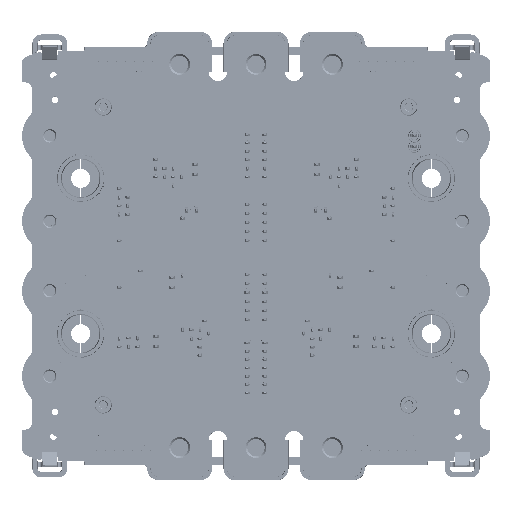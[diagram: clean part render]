
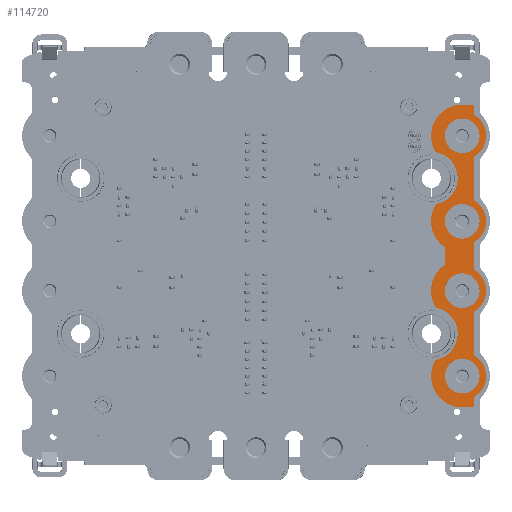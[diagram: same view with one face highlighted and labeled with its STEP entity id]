
A CAD part, top view. The second image highlights one B-rep face of the part: STEP entity #114720.
In plain terms, the highlighted planar face has unit normal (0, 0, 1).
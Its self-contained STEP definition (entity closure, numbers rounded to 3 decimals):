
#6160=CIRCLE('',#166213,7.6);
#6161=CIRCLE('',#166215,9.);
#6163=CIRCLE('',#166220,6.9);
#6165=CIRCLE('',#166224,6.9);
#6167=CIRCLE('',#166228,6.9);
#6169=CIRCLE('',#166232,6.9);
#6170=CIRCLE('',#166236,9.);
#6171=CIRCLE('',#166238,7.6);
#6172=CIRCLE('',#166240,9.);
#6174=CIRCLE('',#166244,5.);
#6176=CIRCLE('',#166247,5.);
#6178=CIRCLE('',#166250,5.);
#6180=CIRCLE('',#166253,5.);
#6181=CIRCLE('',#166255,9.);
#12652=ORIENTED_EDGE('',*,*,#45927,.F.);
#12653=ORIENTED_EDGE('',*,*,#45980,.F.);
#12654=ORIENTED_EDGE('',*,*,#45970,.F.);
#12655=ORIENTED_EDGE('',*,*,#45968,.F.);
#12656=ORIENTED_EDGE('',*,*,#45966,.F.);
#12657=ORIENTED_EDGE('',*,*,#45964,.F.);
#12658=ORIENTED_EDGE('',*,*,#45962,.F.);
#12659=ORIENTED_EDGE('',*,*,#45961,.F.);
#12660=ORIENTED_EDGE('',*,*,#45957,.F.);
#12661=ORIENTED_EDGE('',*,*,#45954,.F.);
#12662=ORIENTED_EDGE('',*,*,#45951,.F.);
#12663=ORIENTED_EDGE('',*,*,#45948,.F.);
#12664=ORIENTED_EDGE('',*,*,#45945,.F.);
#12665=ORIENTED_EDGE('',*,*,#45942,.F.);
#12666=ORIENTED_EDGE('',*,*,#45939,.F.);
#12667=ORIENTED_EDGE('',*,*,#45936,.F.);
#12668=ORIENTED_EDGE('',*,*,#45931,.F.);
#12669=ORIENTED_EDGE('',*,*,#45929,.F.);
#12670=ORIENTED_EDGE('',*,*,#45973,.F.);
#12671=ORIENTED_EDGE('',*,*,#45975,.F.);
#12672=ORIENTED_EDGE('',*,*,#45977,.F.);
#12673=ORIENTED_EDGE('',*,*,#45979,.F.);
#45927=EDGE_CURVE('',#62816,#62817,#6160,.T.);
#45929=EDGE_CURVE('',#62817,#62818,#6161,.T.);
#45931=EDGE_CURVE('',#62818,#62819,#72824,.T.);
#45936=EDGE_CURVE('',#62819,#62820,#72829,.T.);
#45939=EDGE_CURVE('',#62820,#62823,#6163,.T.);
#45942=EDGE_CURVE('',#62823,#62825,#72833,.T.);
#45945=EDGE_CURVE('',#62825,#62827,#6165,.T.);
#45948=EDGE_CURVE('',#62827,#62829,#72837,.T.);
#45951=EDGE_CURVE('',#62829,#62831,#6167,.T.);
#45954=EDGE_CURVE('',#62831,#62833,#72841,.T.);
#45957=EDGE_CURVE('',#62833,#62835,#6169,.T.);
#45961=EDGE_CURVE('',#62835,#62837,#72846,.T.);
#45962=EDGE_CURVE('',#62837,#62839,#72847,.T.);
#45964=EDGE_CURVE('',#62839,#62840,#6170,.T.);
#45966=EDGE_CURVE('',#62840,#62841,#6171,.T.);
#45968=EDGE_CURVE('',#62841,#62842,#6172,.T.);
#45970=EDGE_CURVE('',#62842,#62843,#72852,.T.);
#45973=EDGE_CURVE('',#62845,#62845,#6174,.T.);
#45975=EDGE_CURVE('',#62847,#62847,#6176,.T.);
#45977=EDGE_CURVE('',#62849,#62849,#6178,.T.);
#45979=EDGE_CURVE('',#62851,#62851,#6180,.T.);
#45980=EDGE_CURVE('',#62843,#62816,#6181,.T.);
#62816=VERTEX_POINT('',#219774);
#62817=VERTEX_POINT('',#219776);
#62818=VERTEX_POINT('',#219780);
#62819=VERTEX_POINT('',#219784);
#62820=VERTEX_POINT('',#219788);
#62823=VERTEX_POINT('',#219796);
#62825=VERTEX_POINT('',#219802);
#62827=VERTEX_POINT('',#219808);
#62829=VERTEX_POINT('',#219814);
#62831=VERTEX_POINT('',#219820);
#62833=VERTEX_POINT('',#219826);
#62835=VERTEX_POINT('',#219832);
#62837=VERTEX_POINT('',#219838);
#62839=VERTEX_POINT('',#219845);
#62840=VERTEX_POINT('',#219849);
#62841=VERTEX_POINT('',#219853);
#62842=VERTEX_POINT('',#219857);
#62843=VERTEX_POINT('',#219861);
#62845=VERTEX_POINT('',#219867);
#62847=VERTEX_POINT('',#219872);
#62849=VERTEX_POINT('',#219877);
#62851=VERTEX_POINT('',#219882);
#72824=LINE('',#219783,#84215);
#72829=LINE('',#219793,#84220);
#72833=LINE('',#219805,#84224);
#72837=LINE('',#219817,#84228);
#72841=LINE('',#219829,#84232);
#72846=LINE('',#219842,#84237);
#72847=LINE('',#219844,#84238);
#72852=LINE('',#219860,#84243);
#84215=VECTOR('',#179296,1000.);
#84220=VECTOR('',#179303,1000.);
#84224=VECTOR('',#179315,1000.);
#84228=VECTOR('',#179327,1000.);
#84232=VECTOR('',#179339,1000.);
#84237=VECTOR('',#179352,1000.);
#84238=VECTOR('',#179355,1000.);
#84243=VECTOR('',#179374,1000.);
#95874=EDGE_LOOP('',(#12652,#12653,#12654,#12655,#12656,#12657,#12658,#12659,
#12660,#12661,#12662,#12663,#12664,#12665,#12666,#12667,#12668,#12669));
#95875=EDGE_LOOP('',(#12670));
#95876=EDGE_LOOP('',(#12671));
#95877=EDGE_LOOP('',(#12672));
#95878=EDGE_LOOP('',(#12673));
#103741=FACE_BOUND('',#95874,.T.);
#103742=FACE_BOUND('',#95875,.T.);
#103743=FACE_BOUND('',#95876,.T.);
#103744=FACE_BOUND('',#95877,.T.);
#103745=FACE_BOUND('',#95878,.T.);
#110319=PLANE('',#166256);
#114720=ADVANCED_FACE('',(#103741,#103742,#103743,#103744,#103745),#110319,
 .T.);
#166213=AXIS2_PLACEMENT_3D('',#219775,#179286,#179287);
#166215=AXIS2_PLACEMENT_3D('',#219779,#179291,#179292);
#166220=AXIS2_PLACEMENT_3D('',#219799,#179309,#179310);
#166224=AXIS2_PLACEMENT_3D('',#219811,#179321,#179322);
#166228=AXIS2_PLACEMENT_3D('',#219823,#179333,#179334);
#166232=AXIS2_PLACEMENT_3D('',#219835,#179345,#179346);
#166236=AXIS2_PLACEMENT_3D('',#219848,#179359,#179360);
#166238=AXIS2_PLACEMENT_3D('',#219852,#179364,#179365);
#166240=AXIS2_PLACEMENT_3D('',#219856,#179369,#179370);
#166244=AXIS2_PLACEMENT_3D('',#219866,#179380,#179381);
#166247=AXIS2_PLACEMENT_3D('',#219871,#179386,#179387);
#166250=AXIS2_PLACEMENT_3D('',#219876,#179392,#179393);
#166253=AXIS2_PLACEMENT_3D('',#219881,#179398,#179399);
#166255=AXIS2_PLACEMENT_3D('',#219884,#179402,#179403);
#166256=AXIS2_PLACEMENT_3D('',#219885,#179404,#179405);
#179286=DIRECTION('',(0.,0.,1.));
#179287=DIRECTION('',(0.,-1.,0.));
#179291=DIRECTION('',(0.,0.,-1.));
#179292=DIRECTION('',(0.,-1.,0.));
#179296=DIRECTION('',(1.,0.,0.));
#179303=DIRECTION('',(0.,-1.,0.));
#179309=DIRECTION('',(0.,0.,-1.));
#179310=DIRECTION('',(0.,-1.,0.));
#179315=DIRECTION('',(0.,-1.,0.));
#179321=DIRECTION('',(0.,0.,-1.));
#179322=DIRECTION('',(0.,-1.,0.));
#179327=DIRECTION('',(0.,-1.,0.));
#179333=DIRECTION('',(0.,0.,-1.));
#179334=DIRECTION('',(0.,-1.,0.));
#179339=DIRECTION('',(0.,-1.,0.));
#179345=DIRECTION('',(0.,0.,-1.));
#179346=DIRECTION('',(0.,-1.,0.));
#179352=DIRECTION('',(0.,-1.,0.));
#179355=DIRECTION('',(-1.,0.,0.));
#179359=DIRECTION('',(0.,0.,-1.));
#179360=DIRECTION('',(0.,-1.,0.));
#179364=DIRECTION('',(0.,0.,1.));
#179365=DIRECTION('',(0.,-1.,0.));
#179369=DIRECTION('',(0.,0.,-1.));
#179370=DIRECTION('',(0.,-1.,0.));
#179374=DIRECTION('',(0.,1.,0.));
#179380=DIRECTION('',(0.,0.,1.));
#179381=DIRECTION('',(0.,-1.,0.));
#179386=DIRECTION('',(0.,0.,1.));
#179387=DIRECTION('',(0.,-1.,0.));
#179392=DIRECTION('',(0.,0.,1.));
#179393=DIRECTION('',(0.,-1.,0.));
#179398=DIRECTION('',(0.,0.,1.));
#179399=DIRECTION('',(0.,-1.,0.));
#179402=DIRECTION('',(0.,0.,-1.));
#179403=DIRECTION('',(0.,-1.,0.));
#179404=DIRECTION('',(0.,0.,1.));
#179405=DIRECTION('',(1.,0.,0.));
#219774=CARTESIAN_POINT('',(47.866,-7.476,14.));
#219775=CARTESIAN_POINT('',(46.5,0.,14.));
#219776=CARTESIAN_POINT('',(47.724,7.501,14.));
#219779=CARTESIAN_POINT('',(55.4,12.2,14.));
#219780=CARTESIAN_POINT('',(55.4,21.2,14.));
#219783=CARTESIAN_POINT('',(55.4,21.2,14.));
#219784=CARTESIAN_POINT('',(58.651,21.2,14.));
#219788=CARTESIAN_POINT('',(58.651,18.286,14.));
#219793=CARTESIAN_POINT('',(58.651,21.2,14.));
#219796=CARTESIAN_POINT('',(58.651,6.114,14.));
#219799=CARTESIAN_POINT('',(55.4,12.2,14.));
#219802=CARTESIAN_POINT('',(58.651,-6.314,14.));
#219805=CARTESIAN_POINT('',(58.651,6.114,14.));
#219808=CARTESIAN_POINT('',(58.651,-18.486,14.));
#219811=CARTESIAN_POINT('',(55.4,-12.4,14.));
#219814=CARTESIAN_POINT('',(58.651,-26.314,14.));
#219817=CARTESIAN_POINT('',(58.651,-18.486,14.));
#219820=CARTESIAN_POINT('',(58.651,-38.486,14.));
#219823=CARTESIAN_POINT('',(55.4,-32.4,14.));
#219826=CARTESIAN_POINT('',(58.651,-50.914,14.));
#219829=CARTESIAN_POINT('',(58.651,-38.486,14.));
#219832=CARTESIAN_POINT('',(58.651,-63.086,14.));
#219835=CARTESIAN_POINT('',(55.4,-57.,14.));
#219838=CARTESIAN_POINT('',(58.651,-66.,14.));
#219842=CARTESIAN_POINT('',(58.651,-63.086,14.));
#219844=CARTESIAN_POINT('',(58.651,-66.,14.));
#219845=CARTESIAN_POINT('',(55.4,-66.,14.));
#219848=CARTESIAN_POINT('',(55.4,-57.,14.));
#219849=CARTESIAN_POINT('',(47.724,-52.301,14.));
#219852=CARTESIAN_POINT('',(46.5,-44.8,14.));
#219853=CARTESIAN_POINT('',(47.866,-37.324,14.));
#219856=CARTESIAN_POINT('',(55.4,-32.4,14.));
#219857=CARTESIAN_POINT('',(50.451,-24.883,14.));
#219860=CARTESIAN_POINT('',(50.451,-24.883,14.));
#219861=CARTESIAN_POINT('',(50.451,-19.917,14.));
#219866=CARTESIAN_POINT('',(55.4,12.2,14.));
#219867=CARTESIAN_POINT('',(55.4,7.2,14.));
#219871=CARTESIAN_POINT('',(55.4,-12.4,14.));
#219872=CARTESIAN_POINT('',(55.4,-17.4,14.));
#219876=CARTESIAN_POINT('',(55.4,-32.4,14.));
#219877=CARTESIAN_POINT('',(55.4,-37.4,14.));
#219881=CARTESIAN_POINT('',(55.4,-57.,14.));
#219882=CARTESIAN_POINT('',(55.4,-62.,14.));
#219884=CARTESIAN_POINT('',(55.4,-12.4,14.));
#219885=CARTESIAN_POINT('',(46.5,0.,14.));
